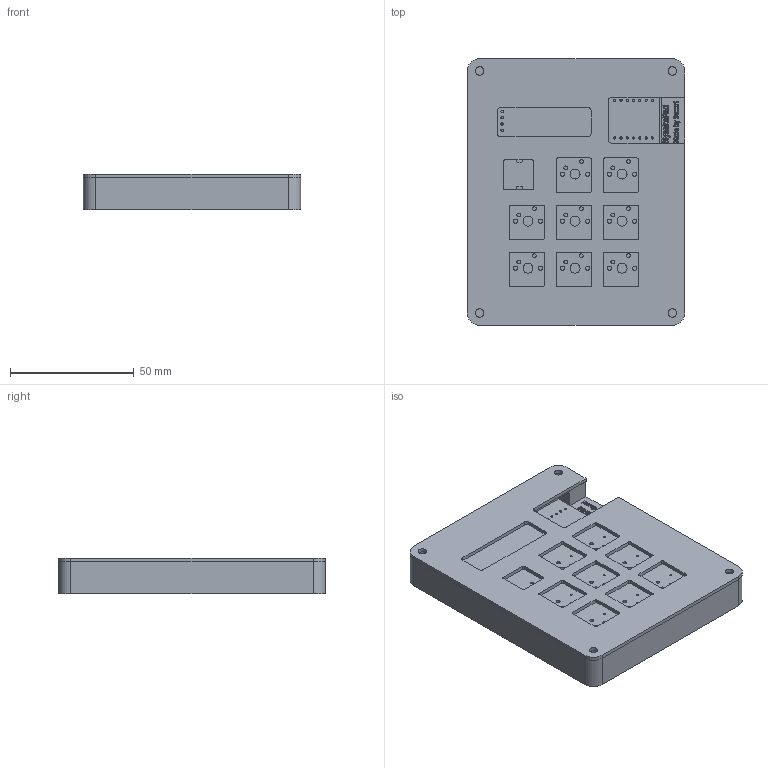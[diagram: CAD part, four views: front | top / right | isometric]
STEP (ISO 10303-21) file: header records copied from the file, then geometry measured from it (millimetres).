
FILE_DESCRIPTION(('FreeCAD Model'),'2;1');
FILE_NAME('Open CASCADE Shape Model','2025-07-29T19:47:36',(''),(''), 'Open CASCADE STEP processor 7.9','FreeCAD','Unknown');
FILE_SCHEMA(('AUTOMOTIVE_DESIGN { 1 0 10303 214 1 1 1 1 }'));
Length unit declared in the file: millimetre
Products named in the file (5): NyankoPad; Case - Base; Case - Top; PCB; NyankoPad_PCB
Assembly tree (4 placements, depth 3):
  NyankoPad
    Case - Base
    Case - Top
    PCB
      NyankoPad_PCB
Bounding box: 88 x 108 x 14.5 mm (x, y, z)
Volume: 78982.5 mm3; surface area: 55095.8 mm2
Topology: 3 solids, 3 shells, 616 faces, 1722 edges, 1146 vertices
Faces by surface type: plane 244, extrusion 229, cylinder 143
Full cylindrical faces by diameter (mm): 0.8 x18, 0.889 x14, 1 x9, 1.5 x16, 1.7 x16, 3.4 x8, 4 x8
Entity records: 43598 total; most frequent: CARTESIAN_POINT 10525, DIRECTION 5321, VECTOR 3901, LINE 3672, ORIENTED_EDGE 3440, PCURVE 3440, DEFINITIONAL_REPRESENTATION 3440, EDGE_CURVE 1720
